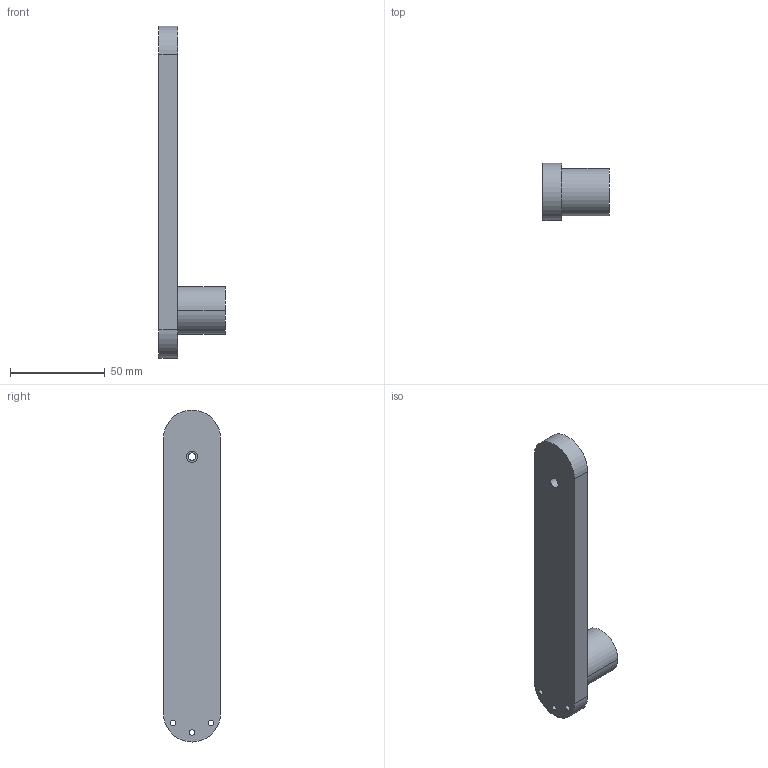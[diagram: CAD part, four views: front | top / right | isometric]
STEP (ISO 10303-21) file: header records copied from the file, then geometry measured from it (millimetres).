
FILE_DESCRIPTION((''),'2;1');
FILE_NAME('INNER_FEMUR','2023-07-07T00:16:39',('Lenovo'),(''),'CREO PARAMETRIC BY PTC INC, 2022073','CREO PARAMETRIC BY PTC INC, 2022073','');
FILE_SCHEMA(('CONFIG_CONTROL_DESIGN'));
Length unit declared in the file: millimetre
Products named in the file (1): INNER_FEMUR
Bounding box: 35 x 30 x 175 mm (x, y, z)
Volume: 62361.3 mm3; surface area: 16417.6 mm2
Topology: 1 solids, 1 shells, 32 faces, 72 edges, 48 vertices
Faces by surface type: cylinder 22, plane 10
Entity records: 974 total; most frequent: DIRECTION 180, CARTESIAN_POINT 152, ORIENTED_EDGE 144, AXIS2_PLACEMENT_3D 76, EDGE_CURVE 72, VERTEX_POINT 48, EDGE_LOOP 46, CIRCLE 44
